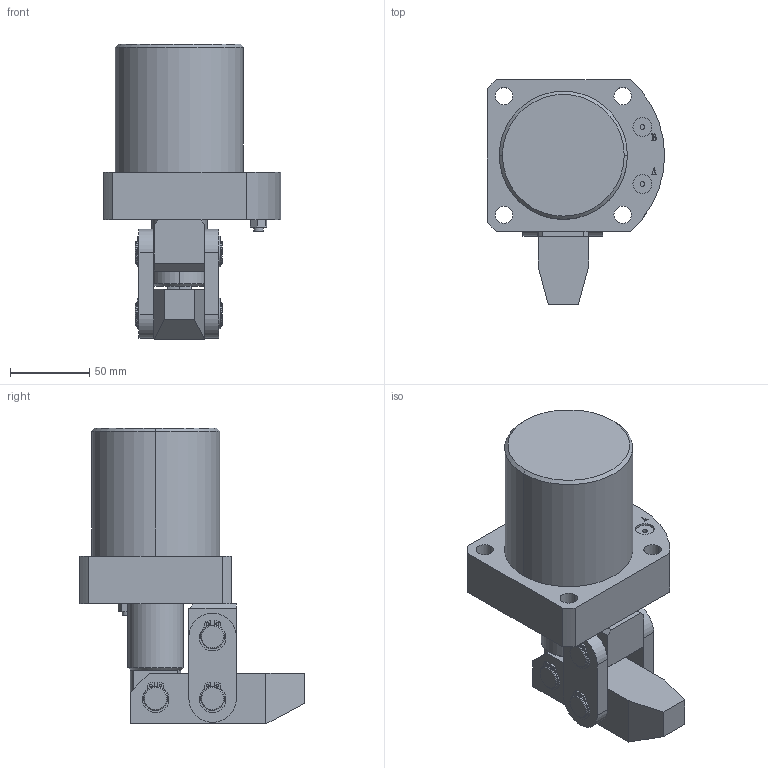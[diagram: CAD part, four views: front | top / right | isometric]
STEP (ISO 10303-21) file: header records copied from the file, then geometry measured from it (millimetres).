
FILE_DESCRIPTION (( 'STEP AP203' ), '1' );
FILE_NAME ('HLC-FCM63R.STEP', '2020-10-15T01:53:51', ( '微软用户' ), ( '微软中国' ), 'SwSTEP 2.0', 'SolidWorks 2012', '' );
FILE_SCHEMA (( 'CONFIG_CONTROL_DESIGN' ));
Length unit declared in the file: millimetre
Products named in the file (10): HLC-FCM63掛极; M12覃誹概; HLC-63傻种; HLC-63活塞杆; HLC-63蟀裝; HLC-63揤旋; HLC-63酗种; circlips for shaft--type a large gb_GB_CONNECTING_PIECE_RING_RRA 15; HLC-63盓傅; HLC-FCM63R
Assembly tree (16 placements, depth 2):
  HLC-FCM63R
    HLC-FCM63掛极
    M12覃誹概
    HLC-63傻种
    HLC-63活塞杆
    HLC-63蟀裝  x2
    HLC-63揤旋
    HLC-63酗种  x2
    circlips for shaft--type a large gb_GB_CONNECTING_PIECE_RING_RRA 15  x6
    HLC-63盓傅
Bounding box: 112 x 142 x 187 mm (x, y, z)
Volume: 788579.5 mm3; surface area: 142924.6 mm2
Topology: 16 solids, 16 shells, 413 faces, 1004 edges, 656 vertices
Faces by surface type: cylinder 200, plane 167, cone 24, bspline 16, torus 6
Entity records: 10013 total; most frequent: CARTESIAN_POINT 2324, DIRECTION 1387, ORIENTED_EDGE 1278, EDGE_CURVE 639, AXIS2_PLACEMENT_3D 513, VERTEX_POINT 414, LINE 361, VECTOR 361
